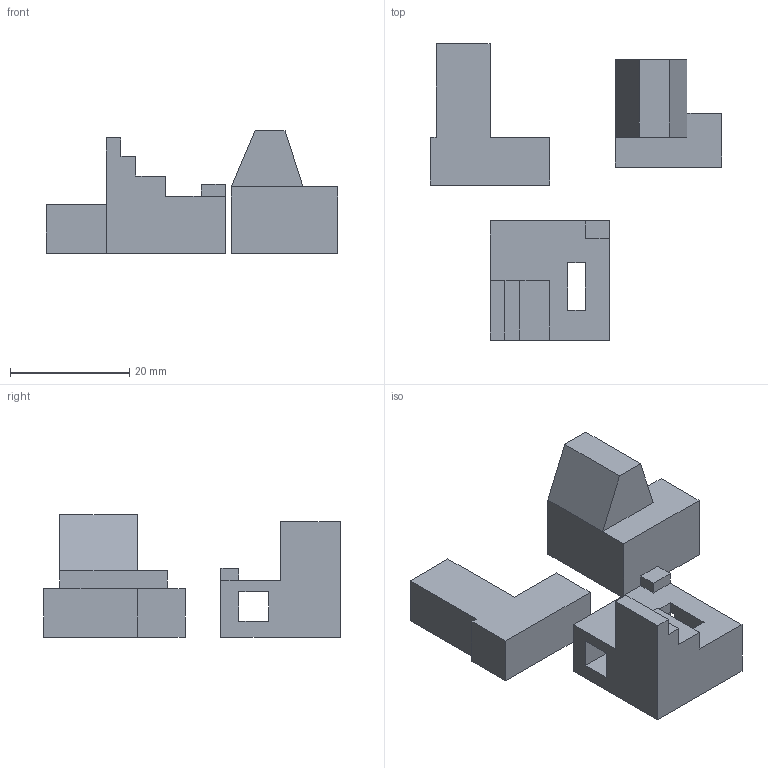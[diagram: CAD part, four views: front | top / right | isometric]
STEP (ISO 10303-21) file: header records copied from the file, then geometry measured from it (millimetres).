
FILE_DESCRIPTION(('STEP AP214'),'1');
FILE_NAME('three_objects_steps_depressions.stp','2019-08-13T09:34:11',(' '),(' '),'Spatial InterOp 3D',' ',' ');
FILE_SCHEMA(('AUTOMOTIVE_DESIGN { 1 0 10303 214 1 1 1 1 }'));
Length unit declared in the file: metre
Products named in the file (1): Solid
Bounding box: 48.82 x 49.69 x 20.57 mm (x, y, z)
Volume: 10201.7 mm3; surface area: 5352.2 mm2
Topology: 3 solids, 3 shells, 48 faces, 130 edges, 86 vertices
Faces by surface type: plane 48
Entity records: 1539 total; most frequent: CARTESIAN_POINT 267, ORIENTED_EDGE 260, DIRECTION 232, EDGE_CURVE 130, LINE 130, VECTOR 130, VERTEX_POINT 86, EDGE_LOOP 52
